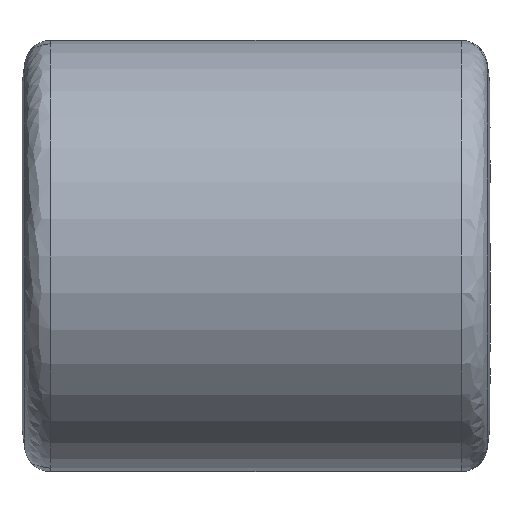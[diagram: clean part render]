
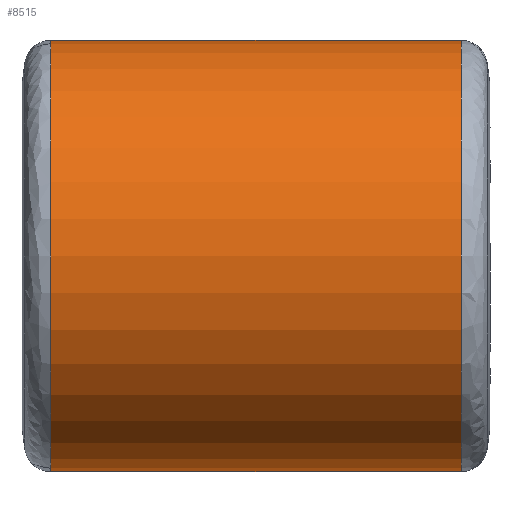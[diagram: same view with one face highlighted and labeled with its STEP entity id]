
A CAD part, front view. The second image highlights one B-rep face of the part: STEP entity #8515.
In plain terms, the highlighted cylindrical face has radius 41 mm (diameter 82 mm), a partial arc.
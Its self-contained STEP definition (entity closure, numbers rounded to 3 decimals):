
#119 = CARTESIAN_POINT ( 'NONE',  ( 39.033, 0., -41. ) ) ;
#498 = DIRECTION ( 'NONE',  ( 1., 0., 0. ) ) ;
#1199 = EDGE_LOOP ( 'NONE', ( #5998, #8201, #8746, #3239 ) ) ;
#1836 = DIRECTION ( 'NONE',  ( 1., 0., 0. ) ) ;
#2353 = CARTESIAN_POINT ( 'NONE',  ( 0., 0., 0. ) ) ;
#2614 = LINE ( 'NONE', #8935, #8917 ) ;
#2783 = EDGE_CURVE ( 'NONE', #4077, #8463, #8192, .T. ) ;
#2842 = CARTESIAN_POINT ( 'NONE',  ( -39.033, 0., 0. ) ) ;
#3239 = ORIENTED_EDGE ( 'NONE', *, *, #2783, .T. ) ;
#3462 = AXIS2_PLACEMENT_3D ( 'NONE', #2842, #498, #7562 ) ;
#3659 = FACE_OUTER_BOUND ( 'NONE', #1199, .T. ) ;
#4067 = AXIS2_PLACEMENT_3D ( 'NONE', #9502, #8003, #6291 ) ;
#4077 = VERTEX_POINT ( 'NONE', #119 ) ;
#4322 = CARTESIAN_POINT ( 'NONE',  ( 0., 0., -41. ) ) ;
#4369 = VECTOR ( 'NONE', #5984, 1000. ) ;
#4685 = VERTEX_POINT ( 'NONE', #5456 ) ;
#5166 = EDGE_CURVE ( 'NONE', #6773, #8463, #2614, .T. ) ;
#5273 = CYLINDRICAL_SURFACE ( 'NONE', #7756, 41. ) ;
#5456 = CARTESIAN_POINT ( 'NONE',  ( -39.033, 0., -41. ) ) ;
#5583 = CARTESIAN_POINT ( 'NONE',  ( 39.033, 0., 41. ) ) ;
#5984 = DIRECTION ( 'NONE',  ( 1., 0., 0. ) ) ;
#5998 = ORIENTED_EDGE ( 'NONE', *, *, #5166, .F. ) ;
#6069 = CARTESIAN_POINT ( 'NONE',  ( -39.033, 0., 41. ) ) ;
#6291 = DIRECTION ( 'NONE',  ( 0., 0., -1. ) ) ;
#6773 = VERTEX_POINT ( 'NONE', #6069 ) ;
#7170 = DIRECTION ( 'NONE',  ( 1., 0., 0. ) ) ;
#7180 = EDGE_CURVE ( 'NONE', #6773, #4685, #7933, .T. ) ;
#7537 = LINE ( 'NONE', #4322, #4369 ) ;
#7562 = DIRECTION ( 'NONE',  ( 0., 0., -1. ) ) ;
#7756 = AXIS2_PLACEMENT_3D ( 'NONE', #2353, #7170, #8725 ) ;
#7933 = CIRCLE ( 'NONE', #3462, 41. ) ;
#8003 = DIRECTION ( 'NONE',  ( -1., 0., 0. ) ) ;
#8192 = CIRCLE ( 'NONE', #4067, 41. ) ;
#8201 = ORIENTED_EDGE ( 'NONE', *, *, #7180, .T. ) ;
#8463 = VERTEX_POINT ( 'NONE', #5583 ) ;
#8515 = ADVANCED_FACE ( 'NONE', ( #3659 ), #5273, .T. ) ;
#8725 = DIRECTION ( 'NONE',  ( 0., 0., -1. ) ) ;
#8739 = EDGE_CURVE ( 'NONE', #4685, #4077, #7537, .T. ) ;
#8746 = ORIENTED_EDGE ( 'NONE', *, *, #8739, .T. ) ;
#8917 = VECTOR ( 'NONE', #1836, 1000. ) ;
#8935 = CARTESIAN_POINT ( 'NONE',  ( 0., 0., 41. ) ) ;
#9502 = CARTESIAN_POINT ( 'NONE',  ( 39.033, 0., 0. ) ) ;
